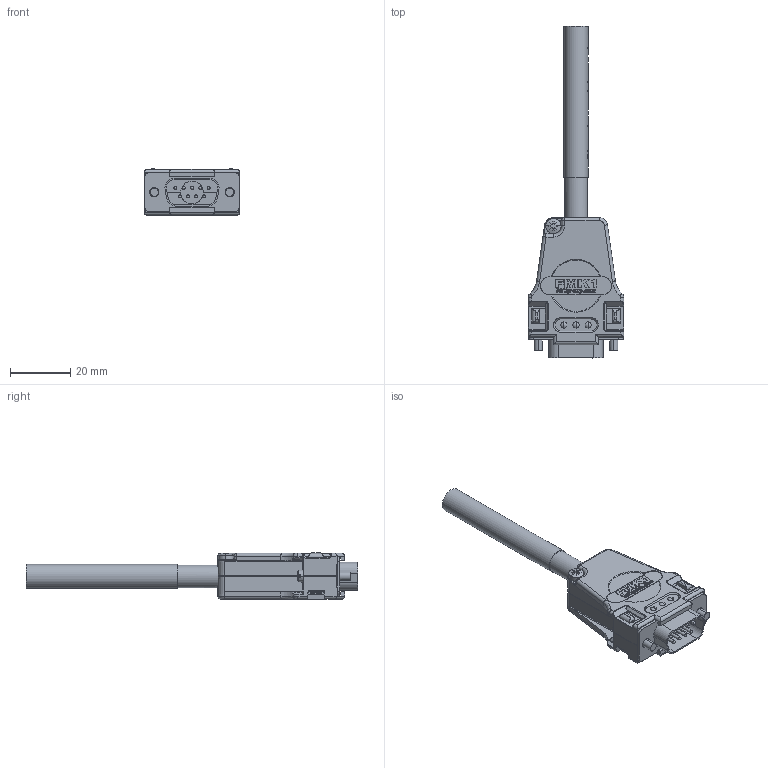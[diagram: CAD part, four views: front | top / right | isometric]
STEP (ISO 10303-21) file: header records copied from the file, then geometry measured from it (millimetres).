
FILE_DESCRIPTION (( 'STEP AP214' ), '1' );
FILE_NAME ('0186-2377_241223_MC01-D!m-as.STEP', '2024-12-23T12:49:45', ( '' ), ( '' ), 'SwSTEP 2.0', 'SolidWorks 2024', '' );
FILE_SCHEMA (( 'AUTOMOTIVE_DESIGN' ));
Length unit declared in the file: millimetre
Products named in the file (5): 0150-3024_MC01-D9!m; 0150-3142_MC01-D!m-as; i_Kabelstück; 0150-3028_Steckergehäuse; 0186-2377_241223_MC01-D!m-as
Assembly tree (4 placements, depth 3):
  0186-2377_241223_MC01-D!m-as
    0150-3142_MC01-D!m-as
      0150-3028_Steckergehäuse
      0150-3024_MC01-D9!m
    i_Kabelstück
Bounding box: 31.6 x 109.9 x 15.35 mm (x, y, z)
Volume: 19037.5 mm3; surface area: 8740.3 mm2
Topology: 3 solids, 3 shells, 1426 faces, 3913 edges, 2549 vertices
Faces by surface type: plane 712, bspline 420, cylinder 178, cone 55, torus 34, sphere 27
Full cylindrical faces by diameter (mm): 1 x9, 3.1 x2, 7.5 x2, 8 x1
Entity records: 66414 total; most frequent: CARTESIAN_POINT 30278, ORIENTED_EDGE 7584, DIRECTION 4737, EDGE_CURVE 3792, VERTEX_POINT 2487, VECTOR 2039, LINE 2039, EDGE_LOOP 1537
